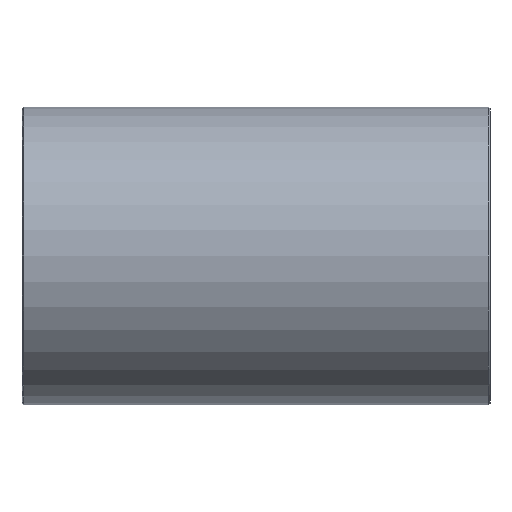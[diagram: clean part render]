
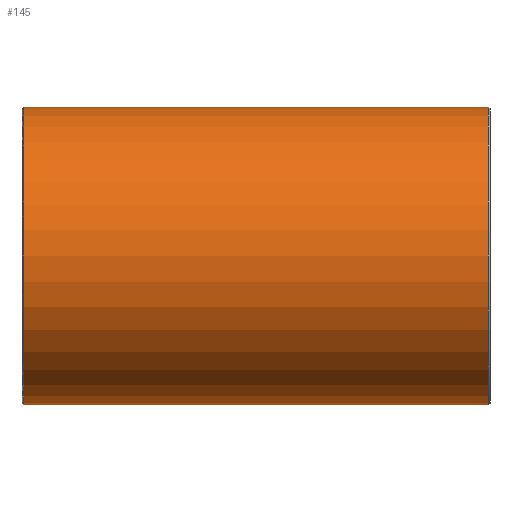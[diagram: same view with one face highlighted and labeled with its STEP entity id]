
A CAD part, front view. The second image highlights one B-rep face of the part: STEP entity #145.
In plain terms, the highlighted cylindrical face has radius 177.8 mm (diameter 355.6 mm), a partial arc.
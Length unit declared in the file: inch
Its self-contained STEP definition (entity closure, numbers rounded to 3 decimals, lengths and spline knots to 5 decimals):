
#18 = CARTESIAN_POINT ( 'NONE',  ( 11., 0., 0. ) ) ;
#52 = ORIENTED_EDGE ( 'NONE', *, *, #512, .T. ) ;
#83 = VECTOR ( 'NONE', #668, 39.37008 ) ;
#90 = CARTESIAN_POINT ( 'NONE',  ( 10.91667, 0., 0. ) ) ;
#100 = CIRCLE ( 'NONE', #350, 7. ) ;
#102 = EDGE_CURVE ( 'NONE', #158, #329, #636, .T. ) ;
#145 = ADVANCED_FACE ( 'NONE', ( #383 ), #893, .T. ) ;
#154 = DIRECTION ( 'NONE',  ( -1., 0., 0. ) ) ;
#158 = VERTEX_POINT ( 'NONE', #308 ) ;
#164 = CARTESIAN_POINT ( 'NONE',  ( -10.91667, 0., -7. ) ) ;
#224 = CARTESIAN_POINT ( 'NONE',  ( 11., 0., 7. ) ) ;
#255 = ORIENTED_EDGE ( 'NONE', *, *, #256, .T. ) ;
#256 = EDGE_CURVE ( 'NONE', #329, #947, #602, .T. ) ;
#258 = CARTESIAN_POINT ( 'NONE',  ( 10.91667, 0., 7. ) ) ;
#308 = CARTESIAN_POINT ( 'NONE',  ( 10.91667, 0., -7. ) ) ;
#329 = VERTEX_POINT ( 'NONE', #258 ) ;
#350 = AXIS2_PLACEMENT_3D ( 'NONE', #873, #358, #525 ) ;
#358 = DIRECTION ( 'NONE',  ( 1., 0., 0. ) ) ;
#383 = FACE_OUTER_BOUND ( 'NONE', #809, .T. ) ;
#385 = ORIENTED_EDGE ( 'NONE', *, *, #102, .T. ) ;
#390 = EDGE_CURVE ( 'NONE', #158, #866, #547, .T. ) ;
#442 = ORIENTED_EDGE ( 'NONE', *, *, #390, .F. ) ;
#504 = VECTOR ( 'NONE', #154, 39.37008 ) ;
#512 = EDGE_CURVE ( 'NONE', #947, #866, #100, .T. ) ;
#525 = DIRECTION ( 'NONE',  ( 0., 0., 1. ) ) ;
#545 = DIRECTION ( 'NONE',  ( -1., 0., 0. ) ) ;
#547 = LINE ( 'NONE', #690, #83 ) ;
#558 = AXIS2_PLACEMENT_3D ( 'NONE', #18, #545, #888 ) ;
#602 = LINE ( 'NONE', #224, #504 ) ;
#608 = DIRECTION ( 'NONE',  ( -1., 0., 0. ) ) ;
#636 = CIRCLE ( 'NONE', #834, 7. ) ;
#668 = DIRECTION ( 'NONE',  ( -1., 0., 0. ) ) ;
#690 = CARTESIAN_POINT ( 'NONE',  ( 11., 0., -7. ) ) ;
#809 = EDGE_LOOP ( 'NONE', ( #442, #385, #255, #52 ) ) ;
#834 = AXIS2_PLACEMENT_3D ( 'NONE', #90, #608, #902 ) ;
#836 = CARTESIAN_POINT ( 'NONE',  ( -10.91667, 0., 7. ) ) ;
#866 = VERTEX_POINT ( 'NONE', #164 ) ;
#873 = CARTESIAN_POINT ( 'NONE',  ( -10.91667, 0., 0. ) ) ;
#888 = DIRECTION ( 'NONE',  ( 0., 0., 1. ) ) ;
#893 = CYLINDRICAL_SURFACE ( 'NONE', #558, 7. ) ;
#902 = DIRECTION ( 'NONE',  ( 0., 0., -1. ) ) ;
#947 = VERTEX_POINT ( 'NONE', #836 ) ;
